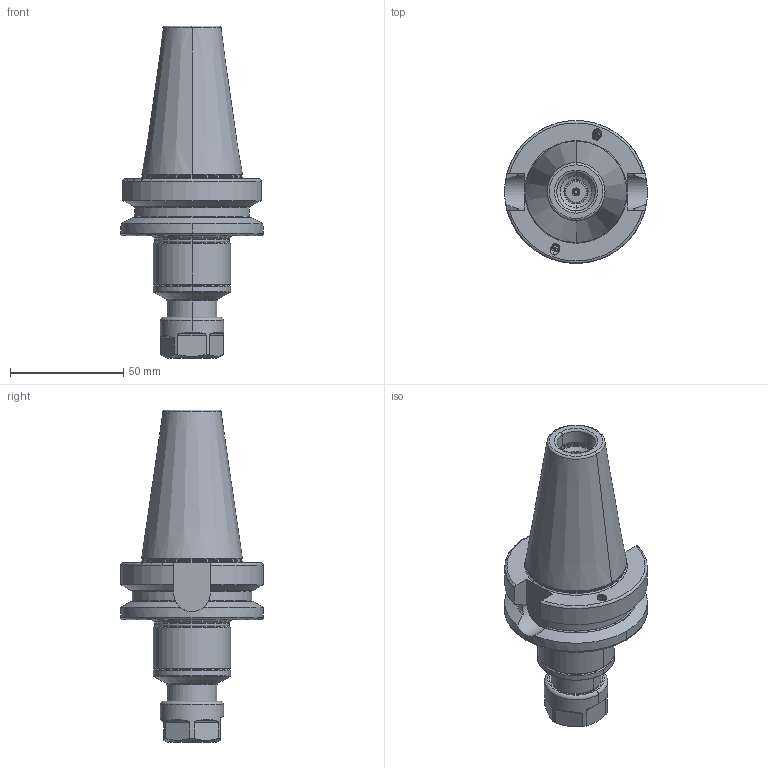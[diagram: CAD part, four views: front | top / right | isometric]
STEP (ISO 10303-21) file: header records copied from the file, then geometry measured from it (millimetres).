
FILE_DESCRIPTION((''),'2;1');
FILE_NAME('406_16_02_10','2020-11-10T',('103090'),(''),'CREO PARAMETRIC BY PTC INC, 2016260','CREO PARAMETRIC BY PTC INC, 2016260','');
FILE_SCHEMA(('CONFIG_CONTROL_DESIGN'));
Length unit declared in the file: millimetre
Products named in the file (1): 406_16_02_10
Bounding box: 63 x 63 x 146.4 mm (x, y, z)
Volume: 155182.9 mm3; surface area: 29829.4 mm2
Topology: 2 solids, 2 shells, 225 faces, 518 edges, 313 vertices
Faces by surface type: plane 64, cylinder 58, cone 50, torus 48, bspline 5
Entity records: 7046 total; most frequent: CARTESIAN_POINT 1947, DIRECTION 1102, ORIENTED_EDGE 1036, EDGE_CURVE 518, AXIS2_PLACEMENT_3D 469, VERTEX_POINT 313, CIRCLE 246, EDGE_LOOP 243
